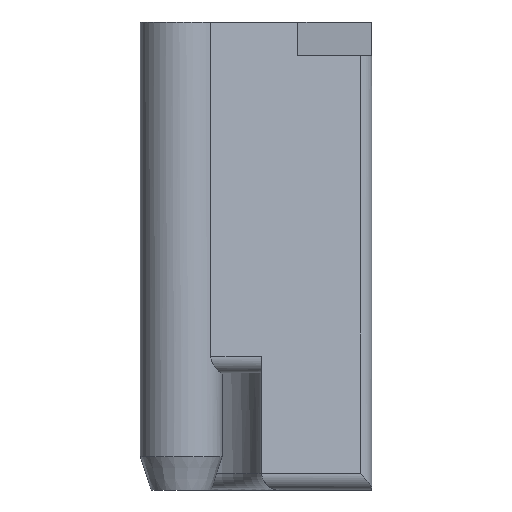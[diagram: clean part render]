
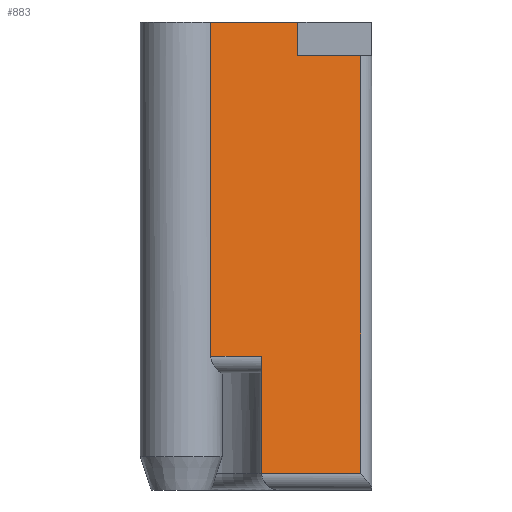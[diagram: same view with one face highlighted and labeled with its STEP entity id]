
A CAD part, front view. The second image highlights one B-rep face of the part: STEP entity #883.
In plain terms, the highlighted planar face has unit normal (0.342, -0.94, 0).
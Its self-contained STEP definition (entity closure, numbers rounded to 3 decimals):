
#34=PLANE('',#964);
#80=FACE_OUTER_BOUND('',#131,.T.);
#131=EDGE_LOOP('',(#651,#652,#653,#654,#655,#656,#657,#658));
#178=LINE('',#1328,#278);
#180=LINE('',#1334,#280);
#188=LINE('',#1351,#288);
#189=LINE('',#1366,#289);
#190=LINE('',#1368,#290);
#191=LINE('',#1370,#291);
#192=LINE('',#1372,#292);
#193=LINE('',#1373,#293);
#278=VECTOR('',#1063,10.);
#280=VECTOR('',#1069,10.);
#288=VECTOR('',#1081,10.);
#289=VECTOR('',#1086,10.);
#290=VECTOR('',#1087,10.);
#291=VECTOR('',#1088,10.);
#292=VECTOR('',#1089,10.);
#293=VECTOR('',#1090,10.);
#402=VERTEX_POINT('',#1291);
#408=VERTEX_POINT('',#1326);
#410=VERTEX_POINT('',#1332);
#417=VERTEX_POINT('',#1350);
#419=VERTEX_POINT('',#1365);
#420=VERTEX_POINT('',#1367);
#421=VERTEX_POINT('',#1369);
#422=VERTEX_POINT('',#1371);
#496=EDGE_CURVE('',#408,#402,#178,.T.);
#499=EDGE_CURVE('',#410,#408,#180,.T.);
#507=EDGE_CURVE('',#402,#417,#188,.T.);
#510=EDGE_CURVE('',#410,#419,#189,.T.);
#511=EDGE_CURVE('',#419,#420,#190,.T.);
#512=EDGE_CURVE('',#421,#420,#191,.T.);
#513=EDGE_CURVE('',#421,#422,#192,.T.);
#514=EDGE_CURVE('',#417,#422,#193,.T.);
#651=ORIENTED_EDGE('',*,*,#496,.F.);
#652=ORIENTED_EDGE('',*,*,#499,.F.);
#653=ORIENTED_EDGE('',*,*,#510,.T.);
#654=ORIENTED_EDGE('',*,*,#511,.T.);
#655=ORIENTED_EDGE('',*,*,#512,.F.);
#656=ORIENTED_EDGE('',*,*,#513,.T.);
#657=ORIENTED_EDGE('',*,*,#514,.F.);
#658=ORIENTED_EDGE('',*,*,#507,.F.);
#883=ADVANCED_FACE('',(#80),#34,.T.);
#964=AXIS2_PLACEMENT_3D('',#1364,#1084,#1085);
#1063=DIRECTION('',(-0.94,-0.342,0.));
#1069=DIRECTION('',(0.,0.,-1.));
#1081=DIRECTION('',(0.,0.,1.));
#1084=DIRECTION('center_axis',(0.342,-0.94,0.));
#1085=DIRECTION('ref_axis',(-0.94,-0.342,0.));
#1086=DIRECTION('',(-0.94,-0.342,0.));
#1087=DIRECTION('',(0.,0.,1.));
#1088=DIRECTION('',(0.94,0.342,0.));
#1089=DIRECTION('',(0.,0.,-1.));
#1090=DIRECTION('',(-0.94,-0.342,0.));
#1291=CARTESIAN_POINT('',(4.814,-0.589,-27.));
#1326=CARTESIAN_POINT('',(10.742,1.569,-27.));
#1328=CARTESIAN_POINT('',(10.538,1.494,-27.));
#1332=CARTESIAN_POINT('',(10.742,1.569,-2.));
#1334=CARTESIAN_POINT('',(10.742,1.569,0.));
#1350=CARTESIAN_POINT('',(4.814,-0.589,-20.));
#1351=CARTESIAN_POINT('',(4.814,-0.589,-21.));
#1364=CARTESIAN_POINT('Origin',(11.4,1.808,0.));
#1365=CARTESIAN_POINT('',(6.982,0.2,-2.));
#1366=CARTESIAN_POINT('',(10.295,1.406,-2.));
#1367=CARTESIAN_POINT('',(6.982,0.2,0.));
#1368=CARTESIAN_POINT('',(6.982,0.2,0.));
#1369=CARTESIAN_POINT('',(1.766,-1.699,0.));
#1370=CARTESIAN_POINT('',(-0.261,-2.436,0.));
#1371=CARTESIAN_POINT('',(1.766,-1.699,-20.));
#1372=CARTESIAN_POINT('',(1.766,-1.699,0.));
#1373=CARTESIAN_POINT('',(9.824,1.234,-20.));
